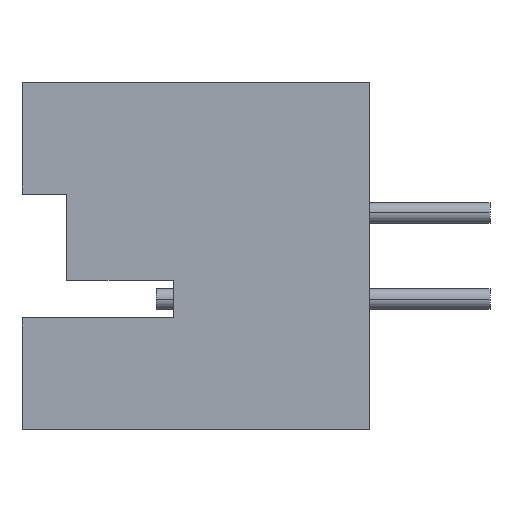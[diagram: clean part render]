
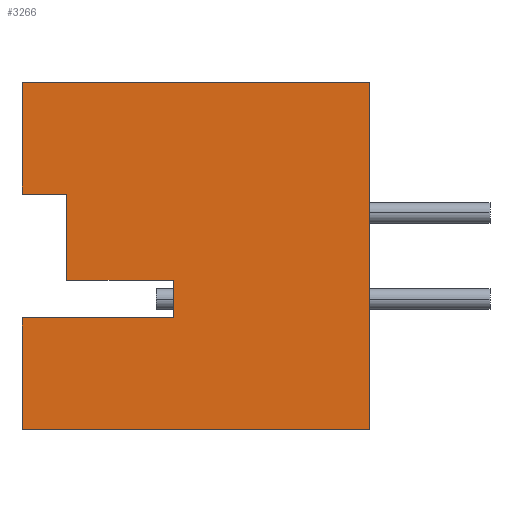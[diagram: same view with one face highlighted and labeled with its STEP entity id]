
A CAD part, left-side view. The second image highlights one B-rep face of the part: STEP entity #3266.
In plain terms, the highlighted planar face has unit normal (-1, 0, 0).
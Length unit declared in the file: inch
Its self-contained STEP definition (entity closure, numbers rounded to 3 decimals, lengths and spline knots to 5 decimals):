
#73 = DIRECTION ( 'NONE',  ( 0., -1., 0. ) ) ;
#113 = VECTOR ( 'NONE', #5413, 39.37008 ) ;
#122 = DIRECTION ( 'NONE',  ( 0., 0., 1. ) ) ;
#148 = LINE ( 'NONE', #4841, #3303 ) ;
#214 = DIRECTION ( 'NONE',  ( 0., -1., 0. ) ) ;
#413 = ORIENTED_EDGE ( 'NONE', *, *, #843, .F. ) ;
#489 = CARTESIAN_POINT ( 'NONE',  ( -0.44291, 0.39764, 0.19882 ) ) ;
#553 = DIRECTION ( 'NONE',  ( 0., 1., 0. ) ) ;
#843 = EDGE_CURVE ( 'NONE', #2392, #3780, #2537, .T. ) ;
#932 = EDGE_CURVE ( 'NONE', #3230, #4492, #7100, .T. ) ;
#1266 = CARTESIAN_POINT ( 'NONE',  ( -0.44291, 0.34646, -0.19882 ) ) ;
#1288 = CARTESIAN_POINT ( 'NONE',  ( -0.44291, 0., -0.19882 ) ) ;
#1812 = CARTESIAN_POINT ( 'NONE',  ( -0.44291, 0., -0.19882 ) ) ;
#1831 = CARTESIAN_POINT ( 'NONE',  ( -0.44291, 0.39764, -0.19882 ) ) ;
#1862 = LINE ( 'NONE', #6523, #113 ) ;
#1984 = CARTESIAN_POINT ( 'NONE',  ( -0.44291, 0.39764, -0.07087 ) ) ;
#2076 = EDGE_CURVE ( 'NONE', #4545, #7204, #7188, .T. ) ;
#2086 = EDGE_CURVE ( 'NONE', #6048, #2392, #4992, .T. ) ;
#2210 = EDGE_CURVE ( 'NONE', #3780, #5335, #5962, .T. ) ;
#2216 = CARTESIAN_POINT ( 'NONE',  ( -0.44291, 0.22441, -0.02756 ) ) ;
#2269 = FACE_OUTER_BOUND ( 'NONE', #3897, .T. ) ;
#2392 = VERTEX_POINT ( 'NONE', #2756 ) ;
#2403 = DIRECTION ( 'NONE',  ( 0., 0., -1. ) ) ;
#2525 = LINE ( 'NONE', #1266, #5232 ) ;
#2537 = LINE ( 'NONE', #6130, #4902 ) ;
#2539 = ORIENTED_EDGE ( 'NONE', *, *, #2210, .F. ) ;
#2666 = LINE ( 'NONE', #1831, #6781 ) ;
#2756 = CARTESIAN_POINT ( 'NONE',  ( -0.44291, 0.39764, -0.19882 ) ) ;
#2912 = ORIENTED_EDGE ( 'NONE', *, *, #4252, .F. ) ;
#3012 = VERTEX_POINT ( 'NONE', #4994 ) ;
#3032 = LINE ( 'NONE', #4784, #7245 ) ;
#3073 = VERTEX_POINT ( 'NONE', #489 ) ;
#3131 = DIRECTION ( 'NONE',  ( 0., 0., -1. ) ) ;
#3230 = VERTEX_POINT ( 'NONE', #5707 ) ;
#3266 = ADVANCED_FACE ( 'NONE', ( #2269 ), #5750, .F. ) ;
#3303 = VECTOR ( 'NONE', #3131, 39.37008 ) ;
#3310 = DIRECTION ( 'NONE',  ( 0., -1., 0. ) ) ;
#3333 = DIRECTION ( 'NONE',  ( 0., 0., 1. ) ) ;
#3603 = DIRECTION ( 'NONE',  ( 1., 0., 0. ) ) ;
#3780 = VERTEX_POINT ( 'NONE', #1984 ) ;
#3854 = EDGE_CURVE ( 'NONE', #4545, #5335, #148, .T. ) ;
#3897 = EDGE_LOOP ( 'NONE', ( #5940, #5722, #3949, #5693, #2539, #413, #4592, #5805, #2912, #6348 ) ) ;
#3949 = ORIENTED_EDGE ( 'NONE', *, *, #2076, .F. ) ;
#4252 = EDGE_CURVE ( 'NONE', #3073, #3012, #3032, .T. ) ;
#4375 = VECTOR ( 'NONE', #6607, 39.37008 ) ;
#4492 = VERTEX_POINT ( 'NONE', #6526 ) ;
#4545 = VERTEX_POINT ( 'NONE', #2216 ) ;
#4592 = ORIENTED_EDGE ( 'NONE', *, *, #2086, .F. ) ;
#4784 = CARTESIAN_POINT ( 'NONE',  ( -0.44291, 0.39764, 0.19882 ) ) ;
#4841 = CARTESIAN_POINT ( 'NONE',  ( -0.44291, 0.22441, -0.07087 ) ) ;
#4902 = VECTOR ( 'NONE', #3333, 39.37008 ) ;
#4918 = CARTESIAN_POINT ( 'NONE',  ( -0.44291, 0., -0.02756 ) ) ;
#4972 = EDGE_CURVE ( 'NONE', #3230, #3073, #2666, .T. ) ;
#4992 = LINE ( 'NONE', #7247, #5259 ) ;
#4994 = CARTESIAN_POINT ( 'NONE',  ( -0.44291, 0., 0.19882 ) ) ;
#5232 = VECTOR ( 'NONE', #6883, 39.37008 ) ;
#5259 = VECTOR ( 'NONE', #553, 39.37008 ) ;
#5302 = CARTESIAN_POINT ( 'NONE',  ( -0.44291, 0.34646, -0.02756 ) ) ;
#5335 = VERTEX_POINT ( 'NONE', #6252 ) ;
#5413 = DIRECTION ( 'NONE',  ( 0., 0., 1. ) ) ;
#5576 = EDGE_CURVE ( 'NONE', #6048, #3012, #1862, .T. ) ;
#5616 = CARTESIAN_POINT ( 'NONE',  ( -0.44291, 0.34646, 0.07087 ) ) ;
#5693 = ORIENTED_EDGE ( 'NONE', *, *, #3854, .T. ) ;
#5707 = CARTESIAN_POINT ( 'NONE',  ( -0.44291, 0.39764, 0.07087 ) ) ;
#5722 = ORIENTED_EDGE ( 'NONE', *, *, #6021, .F. ) ;
#5750 = PLANE ( 'NONE',  #6331 ) ;
#5776 = VECTOR ( 'NONE', #73, 39.37008 ) ;
#5779 = VECTOR ( 'NONE', #3310, 39.37008 ) ;
#5805 = ORIENTED_EDGE ( 'NONE', *, *, #5576, .T. ) ;
#5940 = ORIENTED_EDGE ( 'NONE', *, *, #932, .T. ) ;
#5962 = LINE ( 'NONE', #6722, #5776 ) ;
#6021 = EDGE_CURVE ( 'NONE', #7204, #4492, #2525, .T. ) ;
#6048 = VERTEX_POINT ( 'NONE', #1812 ) ;
#6130 = CARTESIAN_POINT ( 'NONE',  ( -0.44291, 0.39764, -0.19882 ) ) ;
#6252 = CARTESIAN_POINT ( 'NONE',  ( -0.44291, 0.22441, -0.07087 ) ) ;
#6331 = AXIS2_PLACEMENT_3D ( 'NONE', #1288, #3603, #2403 ) ;
#6348 = ORIENTED_EDGE ( 'NONE', *, *, #4972, .F. ) ;
#6523 = CARTESIAN_POINT ( 'NONE',  ( -0.44291, 0., -0.19882 ) ) ;
#6526 = CARTESIAN_POINT ( 'NONE',  ( -0.44291, 0.34646, 0.07087 ) ) ;
#6607 = DIRECTION ( 'NONE',  ( 0., 1., 0. ) ) ;
#6722 = CARTESIAN_POINT ( 'NONE',  ( -0.44291, 0., -0.07087 ) ) ;
#6781 = VECTOR ( 'NONE', #122, 39.37008 ) ;
#6883 = DIRECTION ( 'NONE',  ( 0., 0., 1. ) ) ;
#7100 = LINE ( 'NONE', #5616, #5779 ) ;
#7188 = LINE ( 'NONE', #4918, #4375 ) ;
#7204 = VERTEX_POINT ( 'NONE', #5302 ) ;
#7245 = VECTOR ( 'NONE', #214, 39.37008 ) ;
#7247 = CARTESIAN_POINT ( 'NONE',  ( -0.44291, 0., -0.19882 ) ) ;
